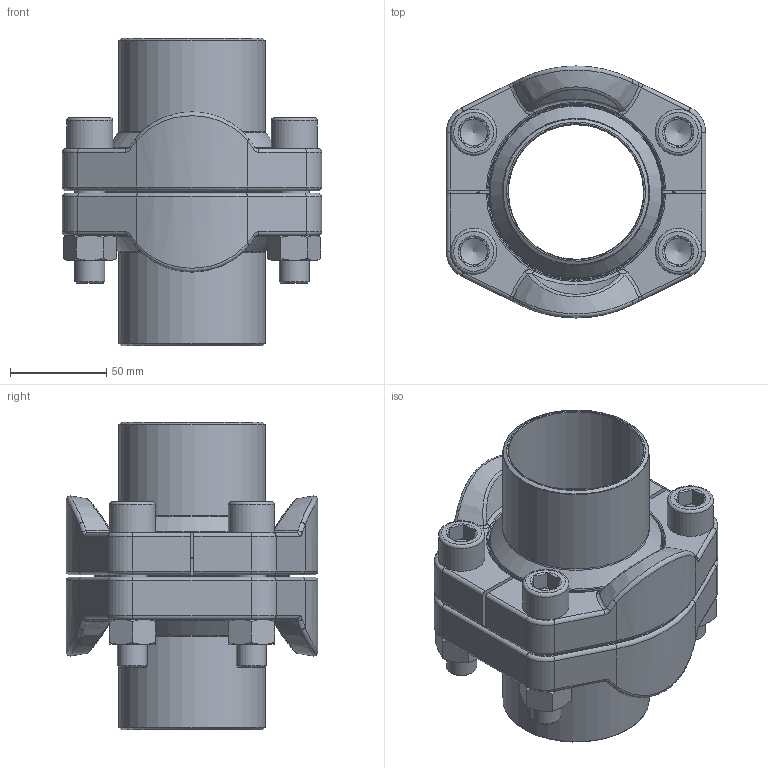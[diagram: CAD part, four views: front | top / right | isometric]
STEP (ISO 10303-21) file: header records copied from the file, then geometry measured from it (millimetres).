
FILE_DESCRIPTION(/* description */ (''),/* implementation_level */ '2;1');
FILE_NAME(/* name */ 'AFK76-313.stp',/* time_stamp */ '2025-01-10T12:52:04+01:00',/* author */ (''),/* organization */ (''),/* preprocessor_version */ 'ST-DEVELOPER v16',/* originating_system */ 'SIEMENS PLM Software NX 10.0',/* authorisation */ '');
FILE_SCHEMA (('AUTOMOTIVE_DESIGN { 1 0 10303 214 3 1 1 1 }'));
Length unit declared in the file: millimetre
Products named in the file (9): X-AFH76-3_einzel; X-AFV76-3; X-FM16; X-AFK76-3; X-M16x70I; X-O85; X-AFA76-3; X-AFH76-3; AFK76-3
Assembly tree (15 placements, depth 3):
  AFK76-3
    X-AFH76-3
      X-AFH76-3_einzel  x2
    X-AFA76-3
    X-O85
    X-M16x70I  x4
    X-AFK76-3
    X-FM16  x4
    X-AFV76-3
Bounding box: 135 x 131 x 160 mm (x, y, z)
Volume: 650385.3 mm3; surface area: 204046.9 mm2
Topology: 14 solids, 14 shells, 450 faces, 973 edges, 557 vertices
Faces by surface type: cone 135, plane 130, cylinder 78, torus 70, bspline 32, sphere 4, revolution 1
Full cylindrical faces by diameter (mm): 14.344 x4, 15.682 x4, 17 x8, 24 x4, 70.3 x2, 76 x2, 76.1 x2, 84.634 x1, 90 x2, 90.95 x1, 92.4 x1, 101.6 x2, 102.4 x1
Entity records: 7315 total; most frequent: CARTESIAN_POINT 2222, DIRECTION 1081, ORIENTED_EDGE 884, AXIS2_PLACEMENT_3D 493, EDGE_CURVE 442, EDGE_LOOP 331, VERTEX_POINT 291, CIRCLE 262
